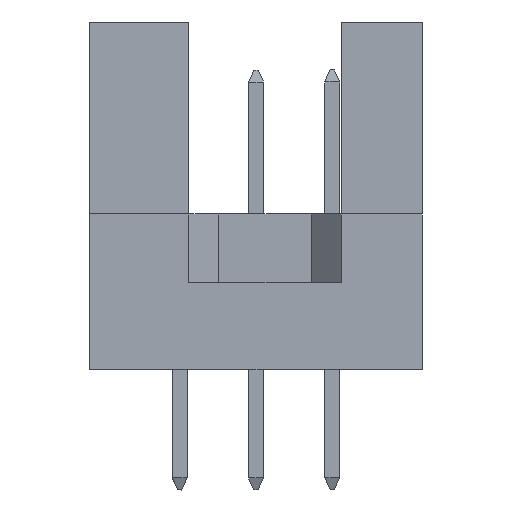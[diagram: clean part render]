
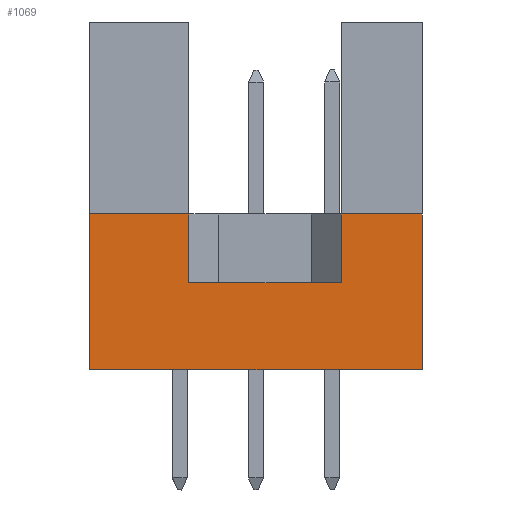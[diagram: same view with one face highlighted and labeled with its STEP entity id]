
A CAD part, left-side view. The second image highlights one B-rep face of the part: STEP entity #1069.
In plain terms, the highlighted planar face has unit normal (-1, 0, 0).
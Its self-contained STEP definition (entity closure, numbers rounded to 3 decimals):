
#281 = VECTOR ( 'NONE', #4741, 1000. ) ;
#307 = DIRECTION ( 'NONE',  ( 0., 0., 1. ) ) ;
#423 = CARTESIAN_POINT ( 'NONE',  ( -27.5, 11.1, 5.2 ) ) ;
#460 = VERTEX_POINT ( 'NONE', #1230 ) ;
#474 = CARTESIAN_POINT ( 'NONE',  ( -27.5, 2.71, 2.9 ) ) ;
#498 = PLANE ( 'NONE',  #10043 ) ;
#839 = VECTOR ( 'NONE', #4406, 1000. ) ;
#1069 = ADVANCED_FACE ( 'NONE', ( #1167 ), #498, .F. ) ;
#1124 = VECTOR ( 'NONE', #4954, 1000. ) ;
#1167 = FACE_OUTER_BOUND ( 'NONE', #5842, .T. ) ;
#1177 = ORIENTED_EDGE ( 'NONE', *, *, #10183, .F. ) ;
#1220 = VERTEX_POINT ( 'NONE', #8577 ) ;
#1225 = EDGE_CURVE ( 'NONE', #10142, #3272, #6301, .T. ) ;
#1230 = CARTESIAN_POINT ( 'NONE',  ( -27.5, 0., 5.2 ) ) ;
#1405 = EDGE_CURVE ( 'NONE', #10142, #1220, #5575, .T. ) ;
#1406 = LINE ( 'NONE', #4457, #1454 ) ;
#1454 = VECTOR ( 'NONE', #4570, 1000. ) ;
#1662 = EDGE_CURVE ( 'NONE', #6081, #460, #1406, .T. ) ;
#2073 = CARTESIAN_POINT ( 'NONE',  ( -27.5, 0., 0. ) ) ;
#2309 = VECTOR ( 'NONE', #5344, 1000. ) ;
#2315 = LINE ( 'NONE', #4619, #7741 ) ;
#3129 = CARTESIAN_POINT ( 'NONE',  ( -27.5, 2.71, 2.9 ) ) ;
#3272 = VERTEX_POINT ( 'NONE', #8144 ) ;
#3490 = VERTEX_POINT ( 'NONE', #5873 ) ;
#3787 = VECTOR ( 'NONE', #5614, 1000. ) ;
#3883 = CARTESIAN_POINT ( 'NONE',  ( -27.5, 11.1, 0. ) ) ;
#3981 = CARTESIAN_POINT ( 'NONE',  ( -27.5, 11.1, 0. ) ) ;
#4375 = ORIENTED_EDGE ( 'NONE', *, *, #1225, .F. ) ;
#4402 = ORIENTED_EDGE ( 'NONE', *, *, #7547, .F. ) ;
#4406 = DIRECTION ( 'NONE',  ( 0., -1., 0. ) ) ;
#4457 = CARTESIAN_POINT ( 'NONE',  ( -27.5, 11.1, 5.2 ) ) ;
#4471 = DIRECTION ( 'NONE',  ( 0., 0., -1. ) ) ;
#4570 = DIRECTION ( 'NONE',  ( 0., -1., 0. ) ) ;
#4619 = CARTESIAN_POINT ( 'NONE',  ( -27.5, 7.79, 2.9 ) ) ;
#4646 = EDGE_CURVE ( 'NONE', #1220, #460, #6979, .T. ) ;
#4741 = DIRECTION ( 'NONE',  ( 0., 0., 1. ) ) ;
#4954 = DIRECTION ( 'NONE',  ( 0., -1., 0. ) ) ;
#5190 = VERTEX_POINT ( 'NONE', #9954 ) ;
#5344 = DIRECTION ( 'NONE',  ( 0., 0., 1. ) ) ;
#5575 = LINE ( 'NONE', #3981, #1124 ) ;
#5614 = DIRECTION ( 'NONE',  ( 0., -1., 0. ) ) ;
#5667 = CARTESIAN_POINT ( 'NONE',  ( -27.5, 7.79, 2.9 ) ) ;
#5842 = EDGE_LOOP ( 'NONE', ( #8346, #5928, #1177, #4375, #7455, #6091, #7184, #4402 ) ) ;
#5873 = CARTESIAN_POINT ( 'NONE',  ( -27.5, 7.79, 5.2 ) ) ;
#5899 = EDGE_CURVE ( 'NONE', #5190, #9500, #9779, .T. ) ;
#5928 = ORIENTED_EDGE ( 'NONE', *, *, #8560, .T. ) ;
#6081 = VERTEX_POINT ( 'NONE', #9932 ) ;
#6091 = ORIENTED_EDGE ( 'NONE', *, *, #4646, .T. ) ;
#6301 = LINE ( 'NONE', #3883, #281 ) ;
#6979 = LINE ( 'NONE', #2073, #2309 ) ;
#7184 = ORIENTED_EDGE ( 'NONE', *, *, #1662, .F. ) ;
#7455 = ORIENTED_EDGE ( 'NONE', *, *, #1405, .T. ) ;
#7547 = EDGE_CURVE ( 'NONE', #9500, #6081, #7670, .T. ) ;
#7620 = LINE ( 'NONE', #423, #839 ) ;
#7670 = LINE ( 'NONE', #474, #8797 ) ;
#7741 = VECTOR ( 'NONE', #8722, 1000. ) ;
#8144 = CARTESIAN_POINT ( 'NONE',  ( -27.5, 11.1, 5.2 ) ) ;
#8311 = DIRECTION ( 'NONE',  ( 1., 0., 0. ) ) ;
#8346 = ORIENTED_EDGE ( 'NONE', *, *, #5899, .F. ) ;
#8560 = EDGE_CURVE ( 'NONE', #5190, #3490, #2315, .T. ) ;
#8577 = CARTESIAN_POINT ( 'NONE',  ( -27.5, 0., 0. ) ) ;
#8722 = DIRECTION ( 'NONE',  ( 0., 0., 1. ) ) ;
#8797 = VECTOR ( 'NONE', #307, 1000. ) ;
#8996 = CARTESIAN_POINT ( 'NONE',  ( -27.5, 11.1, 0. ) ) ;
#9205 = CARTESIAN_POINT ( 'NONE',  ( -27.5, 11.1, 0. ) ) ;
#9500 = VERTEX_POINT ( 'NONE', #3129 ) ;
#9779 = LINE ( 'NONE', #5667, #3787 ) ;
#9932 = CARTESIAN_POINT ( 'NONE',  ( -27.5, 2.71, 5.2 ) ) ;
#9954 = CARTESIAN_POINT ( 'NONE',  ( -27.5, 7.79, 2.9 ) ) ;
#10043 = AXIS2_PLACEMENT_3D ( 'NONE', #9205, #8311, #4471 ) ;
#10142 = VERTEX_POINT ( 'NONE', #8996 ) ;
#10183 = EDGE_CURVE ( 'NONE', #3272, #3490, #7620, .T. ) ;
